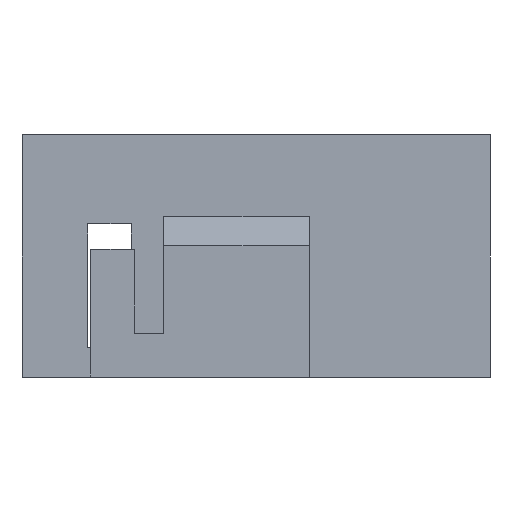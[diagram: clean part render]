
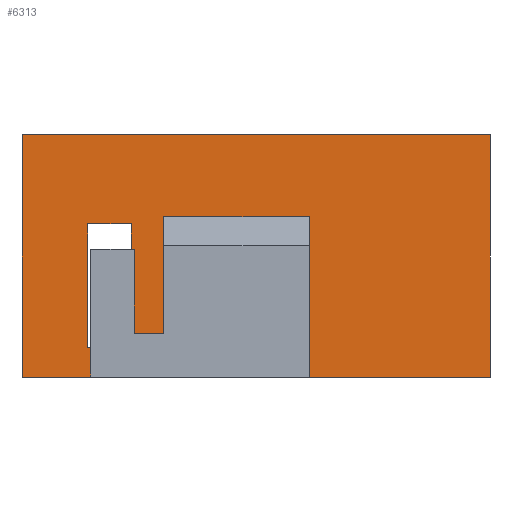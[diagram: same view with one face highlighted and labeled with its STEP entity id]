
A CAD part, left-side view. The second image highlights one B-rep face of the part: STEP entity #6313.
In plain terms, the highlighted planar face has unit normal (-1, 0, 0).
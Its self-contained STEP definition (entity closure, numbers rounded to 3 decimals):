
#300 = VECTOR ( 'NONE', #5312, 1000. ) ;
#325 = VECTOR ( 'NONE', #2991, 1000. ) ;
#352 = EDGE_CURVE ( 'NONE', #983, #3719, #7098, .T. ) ;
#479 = DIRECTION ( 'NONE',  ( 0., 0., 1. ) ) ;
#534 = ORIENTED_EDGE ( 'NONE', *, *, #2095, .T. ) ;
#624 = ORIENTED_EDGE ( 'NONE', *, *, #352, .F. ) ;
#681 = LINE ( 'NONE', #1854, #325 ) ;
#686 = EDGE_CURVE ( 'NONE', #3675, #2785, #681, .T. ) ;
#844 = VERTEX_POINT ( 'NONE', #4670 ) ;
#901 = DIRECTION ( 'NONE',  ( 0., 1., 0. ) ) ;
#905 = VECTOR ( 'NONE', #5815, 1000. ) ;
#983 = VERTEX_POINT ( 'NONE', #2768 ) ;
#1001 = EDGE_LOOP ( 'NONE', ( #3968, #534, #624, #5028 ) ) ;
#1269 = CARTESIAN_POINT ( 'NONE',  ( -62.617, -23.068, 7.25 ) ) ;
#1314 = CARTESIAN_POINT ( 'NONE',  ( -62.617, 4.532, 19.45 ) ) ;
#1378 = ORIENTED_EDGE ( 'NONE', *, *, #1695, .F. ) ;
#1485 = DIRECTION ( 'NONE',  ( 0., 0., -1. ) ) ;
#1521 = CARTESIAN_POINT ( 'NONE',  ( -62.617, 9.032, 19.45 ) ) ;
#1551 = ORIENTED_EDGE ( 'NONE', *, *, #7450, .F. ) ;
#1593 = ORIENTED_EDGE ( 'NONE', *, *, #2374, .F. ) ;
#1678 = FACE_OUTER_BOUND ( 'NONE', #3664, .T. ) ;
#1695 = EDGE_CURVE ( 'NONE', #3209, #5850, #3976, .T. ) ;
#1723 = DIRECTION ( 'NONE',  ( 1., 0., 0. ) ) ;
#1738 = LINE ( 'NONE', #1269, #300 ) ;
#1854 = CARTESIAN_POINT ( 'NONE',  ( -62.617, 1.532, 15.75 ) ) ;
#1920 = CARTESIAN_POINT ( 'NONE',  ( -62.617, -23.068, 5.25 ) ) ;
#1935 = VECTOR ( 'NONE', #2172, 1000. ) ;
#2095 = EDGE_CURVE ( 'NONE', #3675, #3719, #1738, .T. ) ;
#2126 = LINE ( 'NONE', #6640, #3208 ) ;
#2172 = DIRECTION ( 'NONE',  ( 0., -1., 0. ) ) ;
#2243 = CARTESIAN_POINT ( 'NONE',  ( -62.617, 9.032, 21.85 ) ) ;
#2374 = EDGE_CURVE ( 'NONE', #7091, #844, #4133, .T. ) ;
#2768 = CARTESIAN_POINT ( 'NONE',  ( -62.617, 4.532, 15.75 ) ) ;
#2785 = VERTEX_POINT ( 'NONE', #4577 ) ;
#2963 = DIRECTION ( 'NONE',  ( 0., 0., -1. ) ) ;
#2991 = DIRECTION ( 'NONE',  ( 0., 0., 1. ) ) ;
#3208 = VECTOR ( 'NONE', #901, 1000. ) ;
#3209 = VERTEX_POINT ( 'NONE', #3476 ) ;
#3476 = CARTESIAN_POINT ( 'NONE',  ( -62.617, 9.032, 21.85 ) ) ;
#3526 = CARTESIAN_POINT ( 'NONE',  ( -62.617, 4.532, 7.25 ) ) ;
#3572 = VECTOR ( 'NONE', #1485, 1000. ) ;
#3664 = EDGE_LOOP ( 'NONE', ( #1593, #1551, #1378, #5335 ) ) ;
#3675 = VERTEX_POINT ( 'NONE', #4123 ) ;
#3689 = AXIS2_PLACEMENT_3D ( 'NONE', #3868, #1723, #479 ) ;
#3719 = VERTEX_POINT ( 'NONE', #3526 ) ;
#3868 = CARTESIAN_POINT ( 'NONE',  ( -62.617, 21.273, 19.45 ) ) ;
#3968 = ORIENTED_EDGE ( 'NONE', *, *, #686, .F. ) ;
#3976 = LINE ( 'NONE', #2243, #1935 ) ;
#4123 = CARTESIAN_POINT ( 'NONE',  ( -62.617, 1.532, 7.25 ) ) ;
#4133 = LINE ( 'NONE', #1920, #905 ) ;
#4254 = LINE ( 'NONE', #1521, #3572 ) ;
#4434 = FACE_BOUND ( 'NONE', #1001, .T. ) ;
#4524 = CARTESIAN_POINT ( 'NONE',  ( -62.617, -23.068, 5.25 ) ) ;
#4571 = CARTESIAN_POINT ( 'NONE',  ( -62.617, -23.068, 21.85 ) ) ;
#4577 = CARTESIAN_POINT ( 'NONE',  ( -62.617, 1.532, 15.75 ) ) ;
#4670 = CARTESIAN_POINT ( 'NONE',  ( -62.617, 9.032, 5.25 ) ) ;
#5028 = ORIENTED_EDGE ( 'NONE', *, *, #5711, .F. ) ;
#5132 = VECTOR ( 'NONE', #2963, 1000. ) ;
#5276 = LINE ( 'NONE', #5392, #7217 ) ;
#5312 = DIRECTION ( 'NONE',  ( 0., 1., 0. ) ) ;
#5335 = ORIENTED_EDGE ( 'NONE', *, *, #6246, .T. ) ;
#5392 = CARTESIAN_POINT ( 'NONE',  ( -62.617, -23.068, 19.45 ) ) ;
#5711 = EDGE_CURVE ( 'NONE', #2785, #983, #2126, .T. ) ;
#5815 = DIRECTION ( 'NONE',  ( 0., 1., 0. ) ) ;
#5850 = VERTEX_POINT ( 'NONE', #4571 ) ;
#5882 = DIRECTION ( 'NONE',  ( 0., 0., -1. ) ) ;
#6246 = EDGE_CURVE ( 'NONE', #3209, #844, #4254, .T. ) ;
#6313 = ADVANCED_FACE ( 'NONE', ( #1678, #4434 ), #7296, .F. ) ;
#6640 = CARTESIAN_POINT ( 'NONE',  ( -62.617, 4.532, 15.75 ) ) ;
#7091 = VERTEX_POINT ( 'NONE', #4524 ) ;
#7098 = LINE ( 'NONE', #1314, #5132 ) ;
#7217 = VECTOR ( 'NONE', #5882, 1000. ) ;
#7296 = PLANE ( 'NONE',  #3689 ) ;
#7450 = EDGE_CURVE ( 'NONE', #5850, #7091, #5276, .T. ) ;
